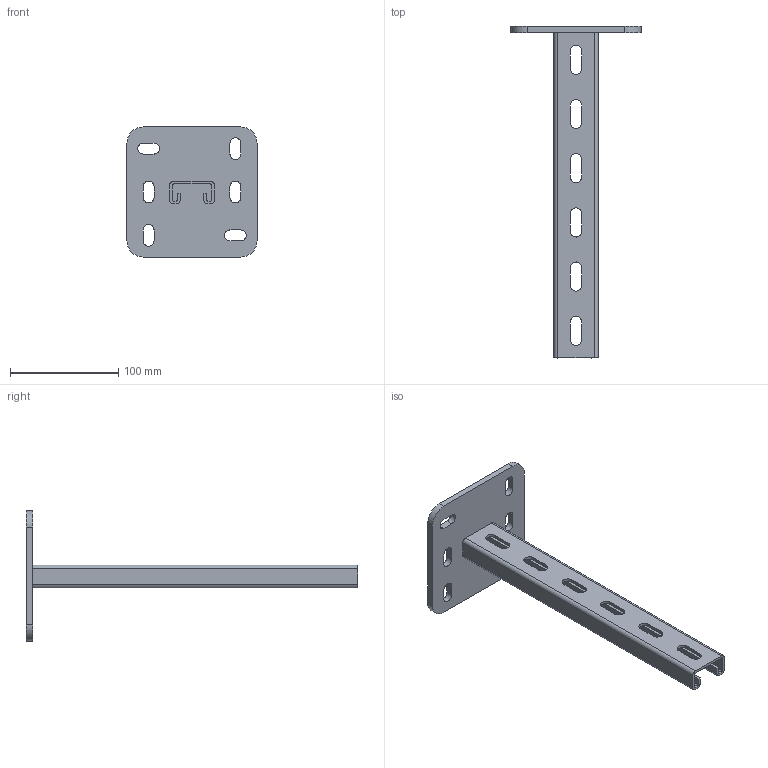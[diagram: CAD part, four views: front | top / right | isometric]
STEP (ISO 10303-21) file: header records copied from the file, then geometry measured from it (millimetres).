
FILE_DESCRIPTION (( 'STEP AP203' ), '1' );
FILE_NAME ('Ïîäâåñ BSP-21_BSP2103.STEP', '2012-11-16T09:00:11', ( 'Àñååâ' ), ( '' ), 'SwSTEP 2.0', 'SolidWorks 2012', '' );
FILE_SCHEMA (( 'CONFIG_CONTROL_DESIGN' ));
Length unit declared in the file: millimetre
Products named in the file (1): 砐鳱殥 BSP-21_BSP2103
Bounding box: 120 x 306 x 120 mm (x, y, z)
Volume: 150820.4 mm3; surface area: 90942.9 mm2
Topology: 1 solids, 1 shells, 87 faces, 252 edges, 168 vertices
Faces by surface type: plane 47, cylinder 40
Entity records: 3011 total; most frequent: DIRECTION 508, CARTESIAN_POINT 508, ORIENTED_EDGE 504, EDGE_CURVE 252, VECTOR 172, LINE 172, VERTEX_POINT 168, AXIS2_PLACEMENT_3D 168
